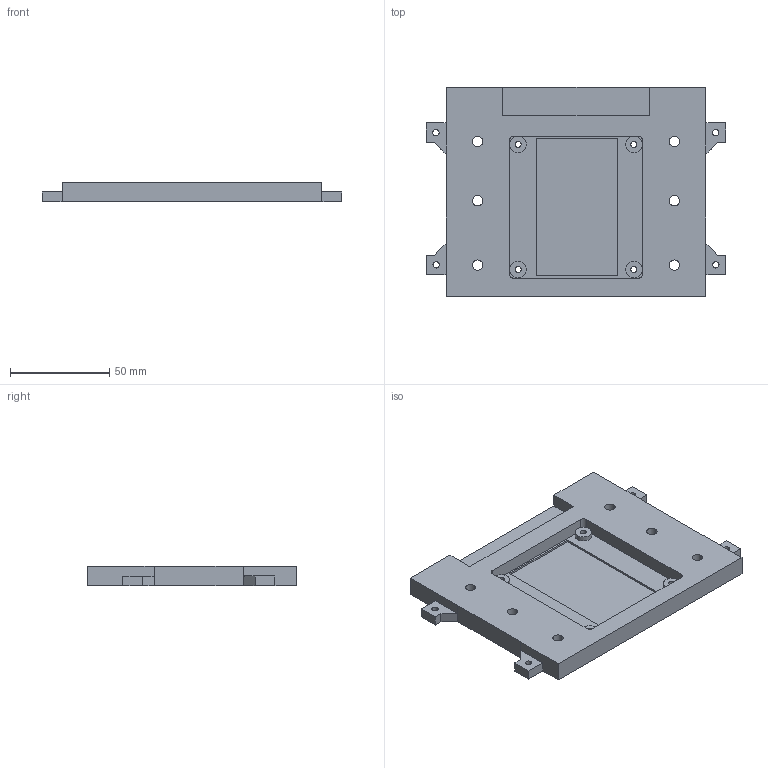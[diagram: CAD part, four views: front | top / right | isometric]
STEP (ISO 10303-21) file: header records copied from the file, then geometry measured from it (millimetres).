
FILE_DESCRIPTION (( 'STEP AP214' ), '1' );
FILE_NAME ('儂极2.STEP', '2024-10-02T03:28:19', ( '' ), ( '' ), 'SwSTEP 2.0', 'SolidWorks 2020', '' );
FILE_SCHEMA (( 'AUTOMOTIVE_DESIGN' ));
Length unit declared in the file: millimetre
Products named in the file (1): 儂极2
Bounding box: 151.01 x 105.71 x 10 mm (x, y, z)
Volume: 80571.7 mm3; surface area: 38752.2 mm2
Topology: 1 solids, 1 shells, 110 faces, 298 edges, 198 vertices
Faces by surface type: plane 60, cylinder 50
Entity records: 3580 total; most frequent: DIRECTION 624, CARTESIAN_POINT 607, ORIENTED_EDGE 596, EDGE_CURVE 298, AXIS2_PLACEMENT_3D 215, VERTEX_POINT 198, LINE 194, VECTOR 194
